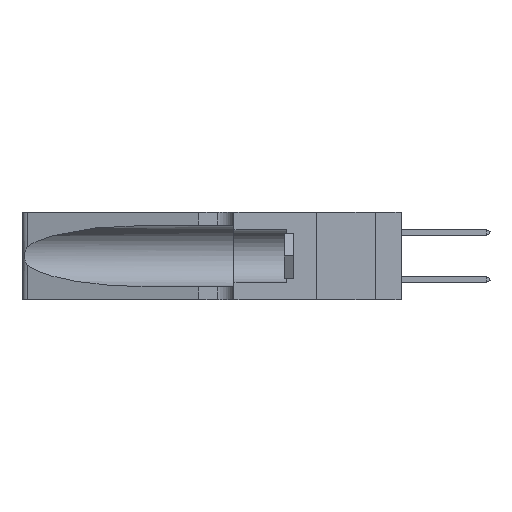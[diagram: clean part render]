
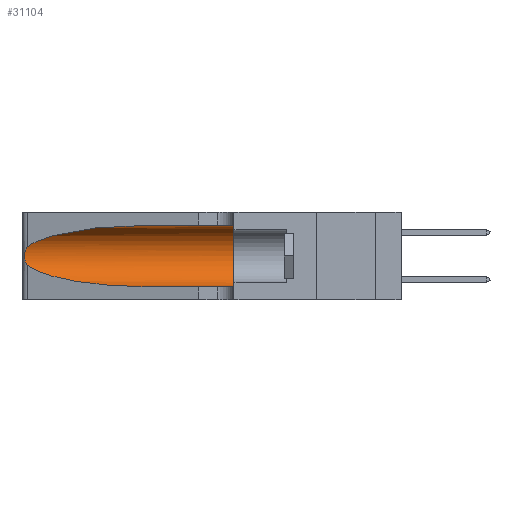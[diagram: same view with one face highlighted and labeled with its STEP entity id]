
A CAD part, left-side view. The second image highlights one B-rep face of the part: STEP entity #31104.
In plain terms, the highlighted cylindrical face has radius 3.308 mm (diameter 6.617 mm), a partial arc.
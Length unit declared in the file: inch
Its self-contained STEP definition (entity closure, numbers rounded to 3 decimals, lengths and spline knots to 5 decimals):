
#346 = AXIS2_PLACEMENT_3D ( 'NONE', #24824, #11208, #352 ) ;
#352 = DIRECTION ( 'NONE',  ( 0., 0., -1. ) ) ;
#737 = EDGE_CURVE ( 'NONE', #14913, #26078, #21206, .T. ) ;
#2501 = ORIENTED_EDGE ( 'NONE', *, *, #26826, .F. ) ;
#2508 = CARTESIAN_POINT ( 'NONE',  ( 0.25487, 1.22718, 0.14631 ) ) ;
#2661 = CARTESIAN_POINT ( 'NONE',  ( 0.26075, 1.23896, 0.19203 ) ) ;
#2822 = CARTESIAN_POINT ( 'NONE',  ( 0.26075, 1.23896, 0.178 ) ) ;
#3148 = FACE_OUTER_BOUND ( 'NONE', #20073, .T. ) ;
#3665 = ORIENTED_EDGE ( 'NONE', *, *, #737, .T. ) ;
#4413 = VECTOR ( 'NONE', #14603, 39.37008 ) ;
#5504 = VERTEX_POINT ( 'NONE', #7110 ) ;
#5944 = CARTESIAN_POINT ( 'NONE',  ( 0.18966, 0.96281, 0.05475 ) ) ;
#6259 = CARTESIAN_POINT ( 'NONE',  ( 0.25854, 1.2359, 0.20912 ) ) ;
#6716 = CARTESIAN_POINT ( 'NONE',  ( 0.25487, 1.22718, 0.22369 ) ) ;
#7110 = CARTESIAN_POINT ( 'NONE',  ( 0.1305, 0.72297, 0.31525 ) ) ;
#9105 = ORIENTED_EDGE ( 'NONE', *, *, #10903, .T. ) ;
#10779 = EDGE_CURVE ( 'NONE', #44896, #25952, #13635, .T. ) ;
#10808 = CARTESIAN_POINT ( 'NONE',  ( 0.1305, 1.61858, 0.05475 ) ) ;
#10903 = EDGE_CURVE ( 'NONE', #5504, #36236, #34943, .T. ) ;
#10960 = CARTESIAN_POINT ( 'NONE',  ( 0.25487, 1.22718, 0.22369 ) ) ;
#11074 = AXIS2_PLACEMENT_3D ( 'NONE', #40353, #15354, #39891 ) ;
#11208 = DIRECTION ( 'NONE',  ( 0., -1., 0. ) ) ;
#11638 = CARTESIAN_POINT ( 'NONE',  ( 0.1305, 0.35, 0.31525 ) ) ;
#11993 = ORIENTED_EDGE ( 'NONE', *, *, #40709, .T. ) ;
#13324 = CARTESIAN_POINT ( 'NONE',  ( 0.25555, 1.22994, 0.2215 ) ) ;
#13635 = CIRCLE ( 'NONE', #11074, 0.13025 ) ;
#14603 = DIRECTION ( 'NONE',  ( 0., -1., 0. ) ) ;
#14913 = VERTEX_POINT ( 'NONE', #43782 ) ;
#15354 = DIRECTION ( 'NONE',  ( 0., 1., 0. ) ) ;
#15685 = CARTESIAN_POINT ( 'NONE',  ( 0.1305, 0.72297, 0.31525 ) ) ;
#16414 = CARTESIAN_POINT ( 'NONE',  ( 0.1305, 0.72297, 0.05475 ) ) ;
#17097 = CARTESIAN_POINT ( 'NONE',  ( 0.2373, 1.15595, 0.08982 ) ) ;
#17098 = CARTESIAN_POINT ( 'NONE',  ( 0.25789, 1.23486, 0.15765 ) ) ;
#17260 = DIRECTION ( 'NONE',  ( 0., -1., 0. ) ) ;
#20073 = EDGE_LOOP ( 'NONE', ( #9105, #11993, #3665, #21262, #34440, #2501 ) ) ;
#21206 =( BOUNDED_CURVE ( )  B_SPLINE_CURVE ( 3, ( #27536, #17097, #5944, #41921 ),
 .UNSPECIFIED., .F., .T. ) 
 B_SPLINE_CURVE_WITH_KNOTS ( ( 4, 4 ),
 ( 3.44316, 4.71239 ),
 .UNSPECIFIED. ) 
 CURVE ( )  GEOMETRIC_REPRESENTATION_ITEM ( )  RATIONAL_B_SPLINE_CURVE ( ( 1., 0.87, 0.87, 1. ) ) 
 REPRESENTATION_ITEM ( '' )  );
#21262 = ORIENTED_EDGE ( 'NONE', *, *, #24495, .T. ) ;
#22827 = CARTESIAN_POINT ( 'NONE',  ( 0.18966, 0.96281, 0.31525 ) ) ;
#23960 = CARTESIAN_POINT ( 'NONE',  ( 0.25787, 1.23484, 0.2124 ) ) ;
#24495 = EDGE_CURVE ( 'NONE', #26078, #25952, #25707, .T. ) ;
#24824 = CARTESIAN_POINT ( 'NONE',  ( 0.1305, 1.61858, 0.185 ) ) ;
#24914 = LINE ( 'NONE', #31612, #28811 ) ;
#25707 = LINE ( 'NONE', #10808, #4413 ) ;
#25952 = VERTEX_POINT ( 'NONE', #36343 ) ;
#26078 = VERTEX_POINT ( 'NONE', #16414 ) ;
#26826 = EDGE_CURVE ( 'NONE', #5504, #44896, #24914, .T. ) ;
#27536 = CARTESIAN_POINT ( 'NONE',  ( 0.25487, 1.22718, 0.14631 ) ) ;
#27537 = CARTESIAN_POINT ( 'NONE',  ( 0.26018, 1.23835, 0.19895 ) ) ;
#28014 = CARTESIAN_POINT ( 'NONE',  ( 0.25639, 1.23184, 0.21858 ) ) ;
#28811 = VECTOR ( 'NONE', #17260, 39.37008 ) ;
#28922 = CYLINDRICAL_SURFACE ( 'NONE', #346, 0.13025 ) ;
#31104 = ADVANCED_FACE ( 'NONE', ( #3148 ), #28922, .F. ) ;
#31294 = CARTESIAN_POINT ( 'NONE',  ( 0.26017, 1.23833, 0.17102 ) ) ;
#31612 = CARTESIAN_POINT ( 'NONE',  ( 0.1305, 1.61858, 0.31525 ) ) ;
#34440 = ORIENTED_EDGE ( 'NONE', *, *, #10779, .F. ) ;
#34943 =( BOUNDED_CURVE ( )  B_SPLINE_CURVE ( 3, ( #15685, #22827, #44401, #40659 ),
 .UNSPECIFIED., .F., .F. ) 
 B_SPLINE_CURVE_WITH_KNOTS ( ( 4, 4 ),
 ( 1.5708, 2.84003 ),
 .UNSPECIFIED. ) 
 CURVE ( )  GEOMETRIC_REPRESENTATION_ITEM ( )  RATIONAL_B_SPLINE_CURVE ( ( 1., 0.87, 0.87, 1. ) ) 
 REPRESENTATION_ITEM ( '' )  );
#36236 = VERTEX_POINT ( 'NONE', #10960 ) ;
#36343 = CARTESIAN_POINT ( 'NONE',  ( 0.1305, 0.35, 0.05475 ) ) ;
#38304 = CARTESIAN_POINT ( 'NONE',  ( 0.25856, 1.23593, 0.16098 ) ) ;
#38935 = CARTESIAN_POINT ( 'NONE',  ( 0.25639, 1.23186, 0.15144 ) ) ;
#39891 = DIRECTION ( 'NONE',  ( 0., 0., 1. ) ) ;
#40353 = CARTESIAN_POINT ( 'NONE',  ( 0.1305, 0.35, 0.185 ) ) ;
#40659 = CARTESIAN_POINT ( 'NONE',  ( 0.25487, 1.22718, 0.22369 ) ) ;
#40709 = EDGE_CURVE ( 'NONE', #36236, #14913, #45278, .T. ) ;
#41921 = CARTESIAN_POINT ( 'NONE',  ( 0.1305, 0.72297, 0.05475 ) ) ;
#42538 = CARTESIAN_POINT ( 'NONE',  ( 0.25555, 1.22993, 0.14849 ) ) ;
#43782 = CARTESIAN_POINT ( 'NONE',  ( 0.25487, 1.22718, 0.14631 ) ) ;
#44401 = CARTESIAN_POINT ( 'NONE',  ( 0.2373, 1.15595, 0.28018 ) ) ;
#44896 = VERTEX_POINT ( 'NONE', #11638 ) ;
#45278 = B_SPLINE_CURVE_WITH_KNOTS ( 'NONE', 3,
 ( #6716, #13324, #28014, #23960, #6259, #27537, #2661, #2822, #31294, #38304, #17098, #38935, #42538, #2508 ),
 .UNSPECIFIED., .F., .F.,
 ( 4, 2, 2, 2, 2, 2, 4 ),
 ( 0., 0.00027, 0.00053, 0.00107, 0.0016, 0.00187, 0.00214 ),
 .UNSPECIFIED. ) ;
